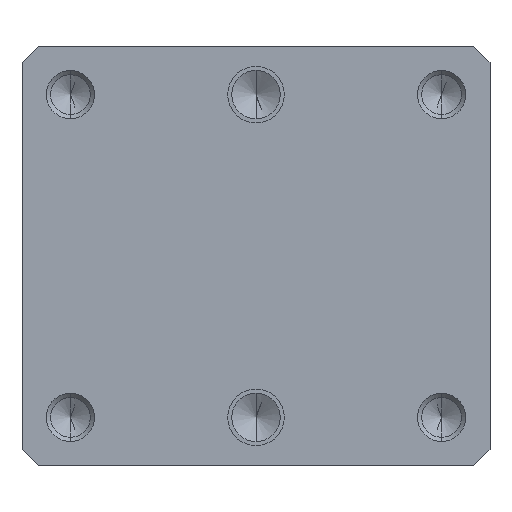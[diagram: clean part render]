
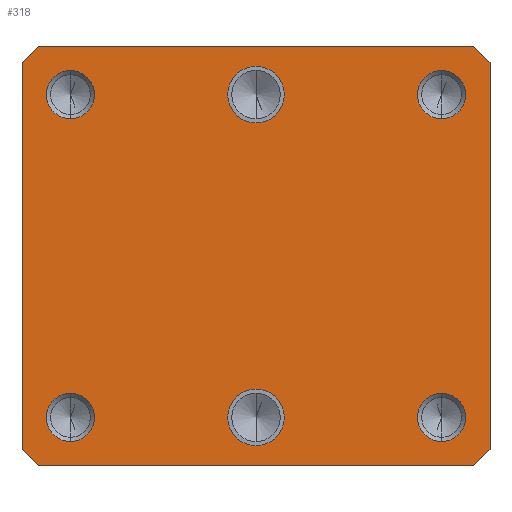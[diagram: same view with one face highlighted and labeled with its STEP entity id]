
A CAD part, front view. The second image highlights one B-rep face of the part: STEP entity #318.
In plain terms, the highlighted planar face has unit normal (0, -1, 0).
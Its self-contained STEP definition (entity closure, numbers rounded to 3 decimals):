
#318 = ADVANCED_FACE( '', ( #692, #693, #694, #695, #696, #697, #698 ), #699, .T. );
#692 = FACE_BOUND( '', #1138, .T. );
#693 = FACE_BOUND( '', #1139, .T. );
#694 = FACE_BOUND( '', #1140, .T. );
#695 = FACE_BOUND( '', #1141, .T. );
#696 = FACE_BOUND( '', #1142, .T. );
#697 = FACE_BOUND( '', #1143, .T. );
#698 = FACE_OUTER_BOUND( '', #1144, .T. );
#699 = PLANE( '', #1145 );
#1138 = EDGE_LOOP( '', ( #2367, #2368 ) );
#1139 = EDGE_LOOP( '', ( #2369, #2370 ) );
#1140 = EDGE_LOOP( '', ( #2371, #2372 ) );
#1141 = EDGE_LOOP( '', ( #2373, #2374 ) );
#1142 = EDGE_LOOP( '', ( #2375, #2376 ) );
#1143 = EDGE_LOOP( '', ( #2377, #2378 ) );
#1144 = EDGE_LOOP( '', ( #2379, #2380, #2381, #2382, #2383, #2384, #2385, #2386 ) );
#1145 = AXIS2_PLACEMENT_3D( '', #2387, #2388, #2389 );
#2367 = ORIENTED_EDGE( '', *, *, #3032, .T. );
#2368 = ORIENTED_EDGE( '', *, *, #2998, .T. );
#2369 = ORIENTED_EDGE( '', *, *, #3035, .T. );
#2370 = ORIENTED_EDGE( '', *, *, #2989, .T. );
#2371 = ORIENTED_EDGE( '', *, *, #3038, .T. );
#2372 = ORIENTED_EDGE( '', *, *, #2980, .T. );
#2373 = ORIENTED_EDGE( '', *, *, #3041, .T. );
#2374 = ORIENTED_EDGE( '', *, *, #2971, .T. );
#2375 = ORIENTED_EDGE( '', *, *, #3045, .T. );
#2376 = ORIENTED_EDGE( '', *, *, #2961, .T. );
#2377 = ORIENTED_EDGE( '', *, *, #3049, .T. );
#2378 = ORIENTED_EDGE( '', *, *, #2951, .T. );
#2379 = ORIENTED_EDGE( '', *, *, #3081, .T. );
#2380 = ORIENTED_EDGE( '', *, *, #3090, .T. );
#2381 = ORIENTED_EDGE( '', *, *, #3110, .T. );
#2382 = ORIENTED_EDGE( '', *, *, #3107, .T. );
#2383 = ORIENTED_EDGE( '', *, *, #3203, .T. );
#2384 = ORIENTED_EDGE( '', *, *, #3206, .F. );
#2385 = ORIENTED_EDGE( '', *, *, #3199, .T. );
#2386 = ORIENTED_EDGE( '', *, *, #3163, .F. );
#2387 = CARTESIAN_POINT( '', ( 14.5, 0., 13. ) );
#2388 = DIRECTION( '', ( 0., -1., 0. ) );
#2389 = DIRECTION( '', ( 0., 0., 1. ) );
#2951 = EDGE_CURVE( '', #3501, #3498, #3502, .T. );
#2961 = EDGE_CURVE( '', #3520, #3517, #3521, .T. );
#2971 = EDGE_CURVE( '', #3539, #3536, #3540, .T. );
#2980 = EDGE_CURVE( '', #3555, #3552, #3556, .T. );
#2989 = EDGE_CURVE( '', #3571, #3568, #3572, .T. );
#2998 = EDGE_CURVE( '', #3587, #3584, #3588, .T. );
#3032 = EDGE_CURVE( '', #3584, #3587, #3640, .T. );
#3035 = EDGE_CURVE( '', #3568, #3571, #3643, .T. );
#3038 = EDGE_CURVE( '', #3552, #3555, #3646, .T. );
#3041 = EDGE_CURVE( '', #3536, #3539, #3649, .T. );
#3045 = EDGE_CURVE( '', #3517, #3520, #3653, .T. );
#3049 = EDGE_CURVE( '', #3498, #3501, #3657, .T. );
#3081 = EDGE_CURVE( '', #3700, #3698, #3701, .T. );
#3090 = EDGE_CURVE( '', #3698, #3713, #3715, .T. );
#3107 = EDGE_CURVE( '', #3744, #3742, #3745, .T. );
#3110 = EDGE_CURVE( '', #3713, #3744, #3748, .T. );
#3163 = EDGE_CURVE( '', #3700, #3838, #3839, .T. );
#3199 = EDGE_CURVE( '', #3892, #3838, #3893, .T. );
#3203 = EDGE_CURVE( '', #3742, #3897, #3899, .T. );
#3206 = EDGE_CURVE( '', #3892, #3897, #3902, .T. );
#3498 = VERTEX_POINT( '', #4332 );
#3501 = VERTEX_POINT( '', #4336 );
#3502 = CIRCLE( '', #4337, 1.75 );
#3517 = VERTEX_POINT( '', #4357 );
#3520 = VERTEX_POINT( '', #4361 );
#3521 = CIRCLE( '', #4362, 1.75 );
#3536 = VERTEX_POINT( '', #4382 );
#3539 = VERTEX_POINT( '', #4386 );
#3540 = CIRCLE( '', #4387, 1.5 );
#3552 = VERTEX_POINT( '', #4404 );
#3555 = VERTEX_POINT( '', #4408 );
#3556 = CIRCLE( '', #4409, 1.5 );
#3568 = VERTEX_POINT( '', #4426 );
#3571 = VERTEX_POINT( '', #4430 );
#3572 = CIRCLE( '', #4431, 1.5 );
#3584 = VERTEX_POINT( '', #4448 );
#3587 = VERTEX_POINT( '', #4452 );
#3588 = CIRCLE( '', #4453, 1.5 );
#3640 = CIRCLE( '', #4522, 1.5 );
#3643 = CIRCLE( '', #4525, 1.5 );
#3646 = CIRCLE( '', #4528, 1.5 );
#3649 = CIRCLE( '', #4531, 1.5 );
#3653 = CIRCLE( '', #4535, 1.75 );
#3657 = CIRCLE( '', #4539, 1.75 );
#3698 = VERTEX_POINT( '', #4592 );
#3700 = VERTEX_POINT( '', #4595 );
#3701 = LINE( '', #4596, #4597 );
#3713 = VERTEX_POINT( '', #4614 );
#3715 = LINE( '', #4617, #4618 );
#3742 = VERTEX_POINT( '', #4659 );
#3744 = VERTEX_POINT( '', #4662 );
#3745 = LINE( '', #4663, #4664 );
#3748 = LINE( '', #4669, #4670 );
#3838 = VERTEX_POINT( '', #4807 );
#3839 = LINE( '', #4808, #4809 );
#3892 = VERTEX_POINT( '', #4897 );
#3893 = LINE( '', #4898, #4899 );
#3897 = VERTEX_POINT( '', #4905 );
#3899 = LINE( '', #4908, #4909 );
#3902 = LINE( '', #4914, #4915 );
#4332 = CARTESIAN_POINT( '', ( 0., 0., 11.75 ) );
#4336 = CARTESIAN_POINT( '', ( 0., 0., 8.25 ) );
#4337 = AXIS2_PLACEMENT_3D( '', #5443, #5444, #5445 );
#4357 = CARTESIAN_POINT( '', ( 0., 0., -8.25 ) );
#4361 = CARTESIAN_POINT( '', ( 0., 0., -11.75 ) );
#4362 = AXIS2_PLACEMENT_3D( '', #5461, #5462, #5463 );
#4382 = CARTESIAN_POINT( '', ( 11.5, 0., -8.5 ) );
#4386 = CARTESIAN_POINT( '', ( 11.5, 0., -11.5 ) );
#4387 = AXIS2_PLACEMENT_3D( '', #5479, #5480, #5481 );
#4404 = CARTESIAN_POINT( '', ( 11.5, 0., 11.5 ) );
#4408 = CARTESIAN_POINT( '', ( 11.5, 0., 8.5 ) );
#4409 = AXIS2_PLACEMENT_3D( '', #5494, #5495, #5496 );
#4426 = CARTESIAN_POINT( '', ( -11.5, 0., -8.5 ) );
#4430 = CARTESIAN_POINT( '', ( -11.5, 0., -11.5 ) );
#4431 = AXIS2_PLACEMENT_3D( '', #5509, #5510, #5511 );
#4448 = CARTESIAN_POINT( '', ( -11.5, 0., 11.5 ) );
#4452 = CARTESIAN_POINT( '', ( -11.5, 0., 8.5 ) );
#4453 = AXIS2_PLACEMENT_3D( '', #5524, #5525, #5526 );
#4522 = AXIS2_PLACEMENT_3D( '', #5592, #5593, #5594 );
#4525 = AXIS2_PLACEMENT_3D( '', #5601, #5602, #5603 );
#4528 = AXIS2_PLACEMENT_3D( '', #5610, #5611, #5612 );
#4531 = AXIS2_PLACEMENT_3D( '', #5619, #5620, #5621 );
#4535 = AXIS2_PLACEMENT_3D( '', #5631, #5632, #5633 );
#4539 = AXIS2_PLACEMENT_3D( '', #5643, #5644, #5645 );
#4592 = CARTESIAN_POINT( '', ( 13.5, 0., 13. ) );
#4595 = CARTESIAN_POINT( '', ( 14.5, 0., 12. ) );
#4596 = CARTESIAN_POINT( '', ( 13.75, 0., 12.75 ) );
#4597 = VECTOR( '', #5713, 1. );
#4614 = CARTESIAN_POINT( '', ( -13.5, 0., 13. ) );
#4617 = CARTESIAN_POINT( '', ( 14.5, 0., 13. ) );
#4618 = VECTOR( '', #5726, 1. );
#4659 = CARTESIAN_POINT( '', ( -14.5, 0., -12. ) );
#4662 = CARTESIAN_POINT( '', ( -14.5, 0., 12. ) );
#4663 = CARTESIAN_POINT( '', ( -14.5, 0., 13. ) );
#4664 = VECTOR( '', #5745, 1. );
#4669 = CARTESIAN_POINT( '', ( -7., 0., 19.5 ) );
#4670 = VECTOR( '', #5748, 1. );
#4807 = CARTESIAN_POINT( '', ( 14.5, 0., -12. ) );
#4808 = CARTESIAN_POINT( '', ( 14.5, 0., 13. ) );
#4809 = VECTOR( '', #5811, 1. );
#4897 = CARTESIAN_POINT( '', ( 13.5, 0., -13. ) );
#4898 = CARTESIAN_POINT( '', ( 20.75, 0., -5.75 ) );
#4899 = VECTOR( '', #5847, 1. );
#4905 = CARTESIAN_POINT( '', ( -13.5, 0., -13. ) );
#4908 = CARTESIAN_POINT( '', ( -13., 0., -13.5 ) );
#4909 = VECTOR( '', #5851, 1. );
#4914 = CARTESIAN_POINT( '', ( 14.5, 0., -13. ) );
#4915 = VECTOR( '', #5854, 1. );
#5443 = CARTESIAN_POINT( '', ( 0., 0., 10. ) );
#5444 = DIRECTION( '', ( 0., 1., 0. ) );
#5445 = DIRECTION( '', ( 0., 0., 1. ) );
#5461 = CARTESIAN_POINT( '', ( 0., 0., -10. ) );
#5462 = DIRECTION( '', ( 0., 1., 0. ) );
#5463 = DIRECTION( '', ( 0., 0., 1. ) );
#5479 = CARTESIAN_POINT( '', ( 11.5, 0., -10. ) );
#5480 = DIRECTION( '', ( 0., 1., 0. ) );
#5481 = DIRECTION( '', ( 0., 0., 1. ) );
#5494 = CARTESIAN_POINT( '', ( 11.5, 0., 10. ) );
#5495 = DIRECTION( '', ( 0., 1., 0. ) );
#5496 = DIRECTION( '', ( 0., 0., 1. ) );
#5509 = CARTESIAN_POINT( '', ( -11.5, 0., -10. ) );
#5510 = DIRECTION( '', ( 0., 1., 0. ) );
#5511 = DIRECTION( '', ( 0., 0., 1. ) );
#5524 = CARTESIAN_POINT( '', ( -11.5, 0., 10. ) );
#5525 = DIRECTION( '', ( 0., 1., 0. ) );
#5526 = DIRECTION( '', ( 0., 0., 1. ) );
#5592 = CARTESIAN_POINT( '', ( -11.5, 0., 10. ) );
#5593 = DIRECTION( '', ( 0., 1., 0. ) );
#5594 = DIRECTION( '', ( 0., 0., 1. ) );
#5601 = CARTESIAN_POINT( '', ( -11.5, 0., -10. ) );
#5602 = DIRECTION( '', ( 0., 1., 0. ) );
#5603 = DIRECTION( '', ( 0., 0., 1. ) );
#5610 = CARTESIAN_POINT( '', ( 11.5, 0., 10. ) );
#5611 = DIRECTION( '', ( 0., 1., 0. ) );
#5612 = DIRECTION( '', ( 0., 0., 1. ) );
#5619 = CARTESIAN_POINT( '', ( 11.5, 0., -10. ) );
#5620 = DIRECTION( '', ( 0., 1., 0. ) );
#5621 = DIRECTION( '', ( 0., 0., 1. ) );
#5631 = CARTESIAN_POINT( '', ( 0., 0., -10. ) );
#5632 = DIRECTION( '', ( 0., 1., 0. ) );
#5633 = DIRECTION( '', ( 0., 0., 1. ) );
#5643 = CARTESIAN_POINT( '', ( 0., 0., 10. ) );
#5644 = DIRECTION( '', ( 0., 1., 0. ) );
#5645 = DIRECTION( '', ( 0., 0., 1. ) );
#5713 = DIRECTION( '', ( -0.707, 0., 0.707 ) );
#5726 = DIRECTION( '', ( -1., 0., 0. ) );
#5745 = DIRECTION( '', ( 0., 0., -1. ) );
#5748 = DIRECTION( '', ( -0.707, 0., -0.707 ) );
#5811 = DIRECTION( '', ( 0., 0., -1. ) );
#5847 = DIRECTION( '', ( 0.707, 0., 0.707 ) );
#5851 = DIRECTION( '', ( 0.707, 0., -0.707 ) );
#5854 = DIRECTION( '', ( -1., 0., 0. ) );
